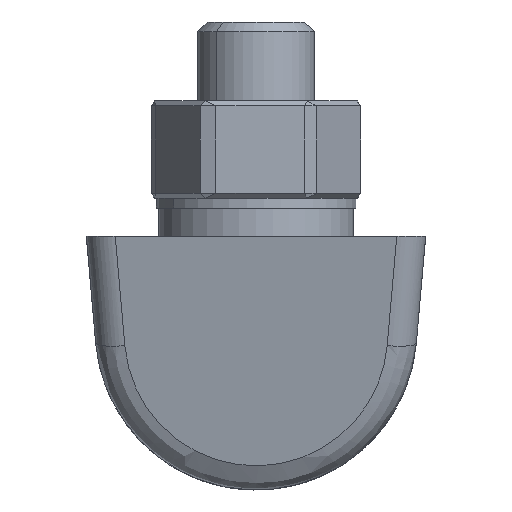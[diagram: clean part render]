
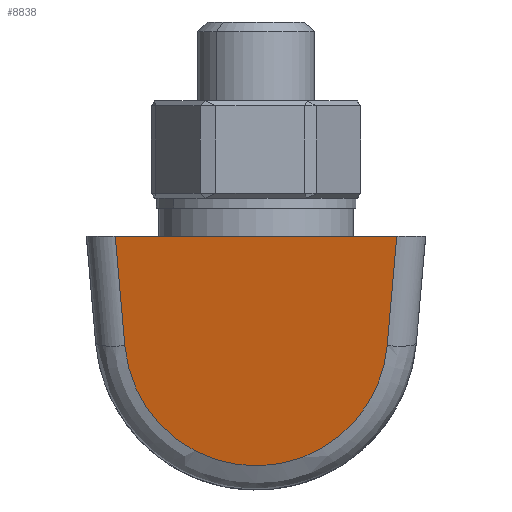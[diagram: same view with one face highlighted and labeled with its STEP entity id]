
A CAD part, front view. The second image highlights one B-rep face of the part: STEP entity #8838.
In plain terms, the highlighted planar face has unit normal (0, -0.985, -0.174).
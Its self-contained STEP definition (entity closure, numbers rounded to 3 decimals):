
#735=LINE('',#18639,#1398);
#736=LINE('',#18677,#1399);
#737=LINE('',#18679,#1400);
#1398=VECTOR('',#11081,1000.);
#1399=VECTOR('',#11082,1000.);
#1400=VECTOR('',#11083,1000.);
#1815=PLANE('',#9599);
#3575=ORIENTED_EDGE('',*,*,#5603,.F.);
#3576=ORIENTED_EDGE('',*,*,#5604,.T.);
#3577=ORIENTED_EDGE('',*,*,#5605,.F.);
#3578=ORIENTED_EDGE('',*,*,#5606,.F.);
#5603=EDGE_CURVE('',#6652,#6653,#735,.T.);
#5604=EDGE_CURVE('',#6652,#6654,#7231,.T.);
#5605=EDGE_CURVE('',#6655,#6654,#736,.T.);
#5606=EDGE_CURVE('',#6653,#6655,#737,.T.);
#6652=VERTEX_POINT('',#18640);
#6653=VERTEX_POINT('',#18641);
#6654=VERTEX_POINT('',#18676);
#6655=VERTEX_POINT('',#18678);
#7231=B_SPLINE_CURVE_WITH_KNOTS('',3,(#18642,#18643,#18644,#18645,#18646,
#18647,#18648,#18649,#18650,#18651,#18652,#18653,#18654,#18655,#18656,#18657,
#18658,#18659,#18660,#18661,#18662,#18663,#18664,#18665,#18666,#18667,#18668,
#18669,#18670,#18671,#18672,#18673,#18674,#18675),.UNSPECIFIED.,.F.,.F.,
(4,2,2,2,2,2,2,2,2,2,2,2,2,2,2,2,4),(0.,0.062,0.125,0.188,
0.25,0.313,0.375,0.438,0.5,0.563,0.625,0.688,0.75,0.813,0.875,0.938,
1.),.UNSPECIFIED.);
#7671=EDGE_LOOP('',(#3575,#3576,#3577,#3578));
#8254=FACE_BOUND('',#7671,.T.);
#8838=ADVANCED_FACE('',(#8254),#1815,.F.);
#9599=AXIS2_PLACEMENT_3D('',#18638,#11079,#11080);
#11079=DIRECTION('',(0.,0.985,0.174));
#11080=DIRECTION('',(0.,-0.174,0.985));
#11081=DIRECTION('',(-0.086,-0.173,0.981));
#11082=DIRECTION('',(-0.086,0.173,-0.981));
#11083=DIRECTION('',(1.,0.,0.));
#18638=CARTESIAN_POINT('',(-34.564,-183.501,13.499));
#18639=CARTESIAN_POINT('',(-27.14,-181.075,-0.259));
#18640=CARTESIAN_POINT('',(-27.14,-181.075,-0.259));
#18641=CARTESIAN_POINT('',(-28.119,-183.049,10.938));
#18642=CARTESIAN_POINT('',(-27.14,-181.075,-0.259));
#18643=CARTESIAN_POINT('',(-27.067,-180.928,-1.093));
#18644=CARTESIAN_POINT('',(-26.918,-180.783,-1.913));
#18645=CARTESIAN_POINT('',(-26.467,-180.499,-3.525));
#18646=CARTESIAN_POINT('',(-26.169,-180.362,-4.303));
#18647=CARTESIAN_POINT('',(-25.429,-180.097,-5.805));
#18648=CARTESIAN_POINT('',(-24.993,-179.972,-6.514));
#18649=CARTESIAN_POINT('',(-23.988,-179.736,-7.854));
#18650=CARTESIAN_POINT('',(-23.429,-179.627,-8.471));
#18651=CARTESIAN_POINT('',(-22.194,-179.427,-9.602));
#18652=CARTESIAN_POINT('',(-21.531,-179.339,-10.105));
#18653=CARTESIAN_POINT('',(-20.109,-179.183,-10.989));
#18654=CARTESIAN_POINT('',(-19.364,-179.117,-11.362));
#18655=CARTESIAN_POINT('',(-17.804,-179.01,-11.968));
#18656=CARTESIAN_POINT('',(-17.003,-178.97,-12.197));
#18657=CARTESIAN_POINT('',(-15.357,-178.915,-12.506));
#18658=CARTESIAN_POINT('',(-14.528,-178.902,-12.583));
#18659=CARTESIAN_POINT('',(-12.854,-178.902,-12.583));
#18660=CARTESIAN_POINT('',(-12.025,-178.915,-12.506));
#18661=CARTESIAN_POINT('',(-10.379,-178.97,-12.197));
#18662=CARTESIAN_POINT('',(-9.579,-179.01,-11.968));
#18663=CARTESIAN_POINT('',(-8.018,-179.117,-11.361));
#18664=CARTESIAN_POINT('',(-7.273,-179.183,-10.989));
#18665=CARTESIAN_POINT('',(-5.851,-179.339,-10.105));
#18666=CARTESIAN_POINT('',(-5.188,-179.427,-9.602));
#18667=CARTESIAN_POINT('',(-3.953,-179.627,-8.47));
#18668=CARTESIAN_POINT('',(-3.394,-179.736,-7.854));
#18669=CARTESIAN_POINT('',(-2.39,-179.972,-6.514));
#18670=CARTESIAN_POINT('',(-1.954,-180.097,-5.805));
#18671=CARTESIAN_POINT('',(-1.213,-180.362,-4.303));
#18672=CARTESIAN_POINT('',(-0.915,-180.499,-3.525));
#18673=CARTESIAN_POINT('',(-0.465,-180.783,-1.913));
#18674=CARTESIAN_POINT('',(-0.315,-180.928,-1.093));
#18675=CARTESIAN_POINT('',(-0.243,-181.075,-0.259));
#18676=CARTESIAN_POINT('',(-0.243,-181.075,-0.259));
#18677=CARTESIAN_POINT('',(0.77,-183.115,11.311));
#18678=CARTESIAN_POINT('',(0.737,-183.049,10.938));
#18679=CARTESIAN_POINT('',(-31.085,-183.049,10.938));
